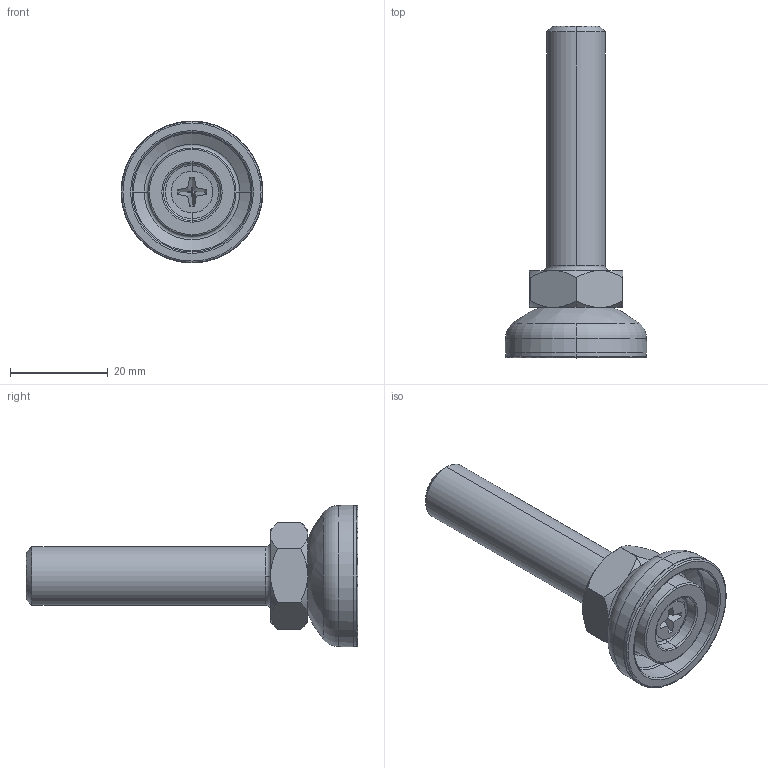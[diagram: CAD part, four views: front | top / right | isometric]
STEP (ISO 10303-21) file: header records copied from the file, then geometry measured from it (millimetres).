
FILE_DESCRIPTION (( 'STEP AP203' ), '1' );
FILE_NAME ('402529025_c_1.STEP', '2023-02-25T04:05:15', ( '' ), ( '' ), 'SwSTEP 2.0', 'SolidWorks 2014', '' );
FILE_SCHEMA (( 'CONFIG_CONTROL_DESIGN' ));
Length unit declared in the file: millimetre
Products named in the file (1): 402529025_c_1
Bounding box: 29 x 67.8 x 29 mm (x, y, z)
Volume: 11961.3 mm3; surface area: 6257.3 mm2
Topology: 3 solids, 3 shells, 106 faces, 256 edges, 163 vertices
Faces by surface type: cone 30, plane 30, cylinder 26, torus 18, sphere 2
Entity records: 3404 total; most frequent: CARTESIAN_POINT 793, DIRECTION 568, ORIENTED_EDGE 508, EDGE_CURVE 254, AXIS2_PLACEMENT_3D 235, VERTEX_POINT 163, CIRCLE 128, EDGE_LOOP 117
